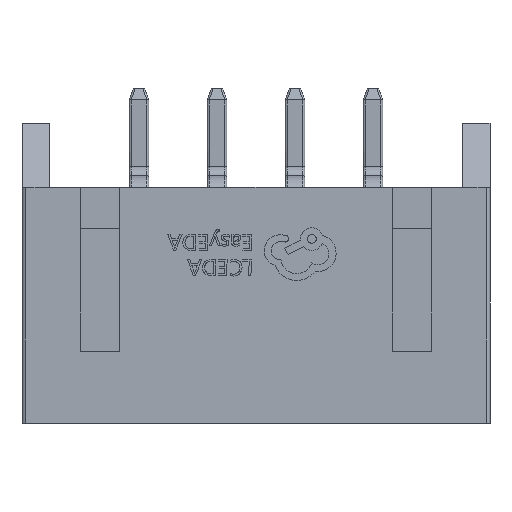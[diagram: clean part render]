
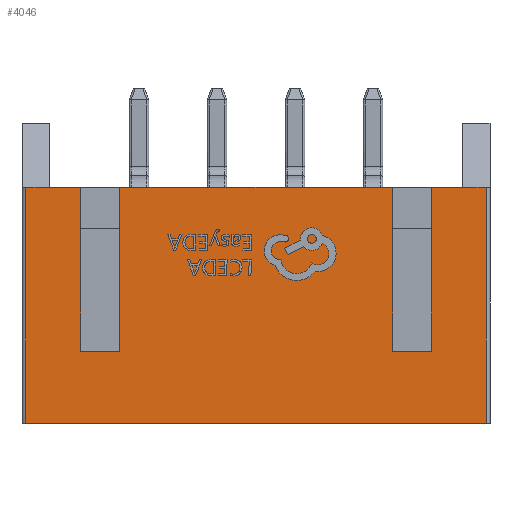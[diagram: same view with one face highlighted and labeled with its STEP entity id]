
A CAD part, top view. The second image highlights one B-rep face of the part: STEP entity #4046.
In plain terms, the highlighted planar face has unit normal (0, 0, 1).
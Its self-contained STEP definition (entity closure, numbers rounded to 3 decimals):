
#168 = ORIENTED_EDGE ( 'NONE', *, *, #13568, .T. ) ;
#184 = LINE ( 'NONE', #10068, #29246 ) ;
#185 = ORIENTED_EDGE ( 'NONE', *, *, #16396, .T. ) ;
#351 = CARTESIAN_POINT ( 'NONE',  ( 5.9, 4.4, 5.55 ) ) ;
#552 = DIRECTION ( 'NONE',  ( -1., 0., 0. ) ) ;
#981 = VERTEX_POINT ( 'NONE', #351 ) ;
#1213 = LINE ( 'NONE', #12868, #17939 ) ;
#2049 = VERTEX_POINT ( 'NONE', #17654 ) ;
#2642 = AXIS2_PLACEMENT_3D ( 'NONE', #16665, #26383, #14257 ) ;
#2649 = LINE ( 'NONE', #29696, #28361 ) ;
#2949 = DIRECTION ( 'NONE',  ( 1., 0., 0. ) ) ;
#3046 = LINE ( 'NONE', #7672, #6856 ) ;
#3297 = CARTESIAN_POINT ( 'NONE',  ( 4.5, 0.2, 5.55 ) ) ;
#3333 = CARTESIAN_POINT ( 'NONE',  ( -5.9, 4.4, 5.55 ) ) ;
#3974 = EDGE_CURVE ( 'NONE', #22681, #4695, #18576, .T. ) ;
#4021 = VERTEX_POINT ( 'NONE', #31473 ) ;
#4046 = ADVANCED_FACE ( 'NONE', ( #16503 ), #26680, .T. ) ;
#4261 = CARTESIAN_POINT ( 'NONE',  ( -3.5, 4.4, 5.55 ) ) ;
#4695 = VERTEX_POINT ( 'NONE', #10658 ) ;
#4910 = CARTESIAN_POINT ( 'NONE',  ( 4.5, 0.2, 5.55 ) ) ;
#4923 = EDGE_CURVE ( 'NONE', #4695, #24859, #7400, .T. ) ;
#4938 = LINE ( 'NONE', #6863, #18462 ) ;
#5717 = EDGE_CURVE ( 'NONE', #2049, #29384, #20402, .T. ) ;
#6856 = VECTOR ( 'NONE', #19581, 1000. ) ;
#6863 = CARTESIAN_POINT ( 'NONE',  ( -6., 4.4, 5.55 ) ) ;
#7400 = LINE ( 'NONE', #28752, #11308 ) ;
#7522 = DIRECTION ( 'NONE',  ( 0., 1., 0. ) ) ;
#7672 = CARTESIAN_POINT ( 'NONE',  ( -4.5, 0.2, 5.55 ) ) ;
#7709 = CARTESIAN_POINT ( 'NONE',  ( 4.5, 4.4, 5.55 ) ) ;
#7725 = CARTESIAN_POINT ( 'NONE',  ( -4.5, 0.2, 5.55 ) ) ;
#7800 = ORIENTED_EDGE ( 'NONE', *, *, #22241, .F. ) ;
#9057 = CARTESIAN_POINT ( 'NONE',  ( 5.9, -1.65, 5.55 ) ) ;
#9821 = LINE ( 'NONE', #19498, #25780 ) ;
#9915 = EDGE_CURVE ( 'NONE', #4021, #20404, #9821, .T. ) ;
#10068 = CARTESIAN_POINT ( 'NONE',  ( 5.9, 4.4, 5.55 ) ) ;
#10168 = VERTEX_POINT ( 'NONE', #7709 ) ;
#10195 = VERTEX_POINT ( 'NONE', #22458 ) ;
#10658 = CARTESIAN_POINT ( 'NONE',  ( 3.5, 4.4, 5.55 ) ) ;
#10774 = ORIENTED_EDGE ( 'NONE', *, *, #15454, .T. ) ;
#11308 = VECTOR ( 'NONE', #21388, 1000. ) ;
#11329 = ORIENTED_EDGE ( 'NONE', *, *, #5717, .F. ) ;
#11573 = EDGE_CURVE ( 'NONE', #22681, #29038, #31352, .T. ) ;
#12269 = EDGE_CURVE ( 'NONE', #29038, #10168, #15861, .T. ) ;
#12275 = ORIENTED_EDGE ( 'NONE', *, *, #4923, .T. ) ;
#12464 = VECTOR ( 'NONE', #22852, 1000. ) ;
#12818 = ORIENTED_EDGE ( 'NONE', *, *, #11573, .F. ) ;
#12868 = CARTESIAN_POINT ( 'NONE',  ( -3.5, 0.2, 5.55 ) ) ;
#13568 = EDGE_CURVE ( 'NONE', #28822, #4021, #2649, .T. ) ;
#14257 = DIRECTION ( 'NONE',  ( 1., 0., 0. ) ) ;
#15169 = VECTOR ( 'NONE', #552, 1000. ) ;
#15454 = EDGE_CURVE ( 'NONE', #20404, #981, #184, .T. ) ;
#15861 = LINE ( 'NONE', #20315, #12464 ) ;
#16396 = EDGE_CURVE ( 'NONE', #2049, #10195, #3046, .T. ) ;
#16441 = CARTESIAN_POINT ( 'NONE',  ( -3.5, 0.2, 5.55 ) ) ;
#16503 = FACE_OUTER_BOUND ( 'NONE', #18374, .T. ) ;
#16665 = CARTESIAN_POINT ( 'NONE',  ( 0., 0., 5.55 ) ) ;
#17350 = VECTOR ( 'NONE', #2949, 1000. ) ;
#17558 = ORIENTED_EDGE ( 'NONE', *, *, #27088, .T. ) ;
#17654 = CARTESIAN_POINT ( 'NONE',  ( -4.5, 0.2, 5.55 ) ) ;
#17859 = ORIENTED_EDGE ( 'NONE', *, *, #31209, .T. ) ;
#17919 = VECTOR ( 'NONE', #25431, 1000. ) ;
#17939 = VECTOR ( 'NONE', #20460, 1000. ) ;
#18374 = EDGE_LOOP ( 'NONE', ( #20604, #10774, #17859, #26926, #12818, #30770, #12275, #7800, #11329, #185, #17558, #168 ) ) ;
#18462 = VECTOR ( 'NONE', #21634, 1000. ) ;
#18576 = LINE ( 'NONE', #28312, #17919 ) ;
#19250 = VECTOR ( 'NONE', #26570, 1000. ) ;
#19498 = CARTESIAN_POINT ( 'NONE',  ( -6., -1.65, 5.55 ) ) ;
#19581 = DIRECTION ( 'NONE',  ( 0., 1., 0. ) ) ;
#19815 = LINE ( 'NONE', #22665, #15169 ) ;
#20315 = CARTESIAN_POINT ( 'NONE',  ( 4.5, 0.2, 5.55 ) ) ;
#20402 = LINE ( 'NONE', #7725, #17350 ) ;
#20404 = VERTEX_POINT ( 'NONE', #9057 ) ;
#20460 = DIRECTION ( 'NONE',  ( 0., 1., 0. ) ) ;
#20604 = ORIENTED_EDGE ( 'NONE', *, *, #9915, .T. ) ;
#21388 = DIRECTION ( 'NONE',  ( -1., 0., 0. ) ) ;
#21634 = DIRECTION ( 'NONE',  ( -1., 0., 0. ) ) ;
#21933 = CARTESIAN_POINT ( 'NONE',  ( 3.5, 0.2, 5.55 ) ) ;
#22241 = EDGE_CURVE ( 'NONE', #29384, #24859, #1213, .T. ) ;
#22458 = CARTESIAN_POINT ( 'NONE',  ( -4.5, 4.4, 5.55 ) ) ;
#22665 = CARTESIAN_POINT ( 'NONE',  ( -6., 4.4, 5.55 ) ) ;
#22681 = VERTEX_POINT ( 'NONE', #21933 ) ;
#22852 = DIRECTION ( 'NONE',  ( 0., 1., 0. ) ) ;
#24566 = DIRECTION ( 'NONE',  ( 0., -1., 0. ) ) ;
#24859 = VERTEX_POINT ( 'NONE', #4261 ) ;
#25431 = DIRECTION ( 'NONE',  ( 0., 1., 0. ) ) ;
#25780 = VECTOR ( 'NONE', #27140, 1000. ) ;
#26383 = DIRECTION ( 'NONE',  ( 0., 0., 1. ) ) ;
#26570 = DIRECTION ( 'NONE',  ( 1., 0., 0. ) ) ;
#26680 = PLANE ( 'NONE',  #2642 ) ;
#26926 = ORIENTED_EDGE ( 'NONE', *, *, #12269, .F. ) ;
#27088 = EDGE_CURVE ( 'NONE', #10195, #28822, #19815, .T. ) ;
#27140 = DIRECTION ( 'NONE',  ( 1., 0., 0. ) ) ;
#28312 = CARTESIAN_POINT ( 'NONE',  ( 3.5, 0.2, 5.55 ) ) ;
#28361 = VECTOR ( 'NONE', #24566, 1000. ) ;
#28752 = CARTESIAN_POINT ( 'NONE',  ( -6., 4.4, 5.55 ) ) ;
#28822 = VERTEX_POINT ( 'NONE', #3333 ) ;
#29038 = VERTEX_POINT ( 'NONE', #3297 ) ;
#29246 = VECTOR ( 'NONE', #7522, 1000. ) ;
#29384 = VERTEX_POINT ( 'NONE', #16441 ) ;
#29696 = CARTESIAN_POINT ( 'NONE',  ( -5.9, -1.65, 5.55 ) ) ;
#30770 = ORIENTED_EDGE ( 'NONE', *, *, #3974, .T. ) ;
#31209 = EDGE_CURVE ( 'NONE', #981, #10168, #4938, .T. ) ;
#31352 = LINE ( 'NONE', #4910, #19250 ) ;
#31473 = CARTESIAN_POINT ( 'NONE',  ( -5.9, -1.65, 5.55 ) ) ;
